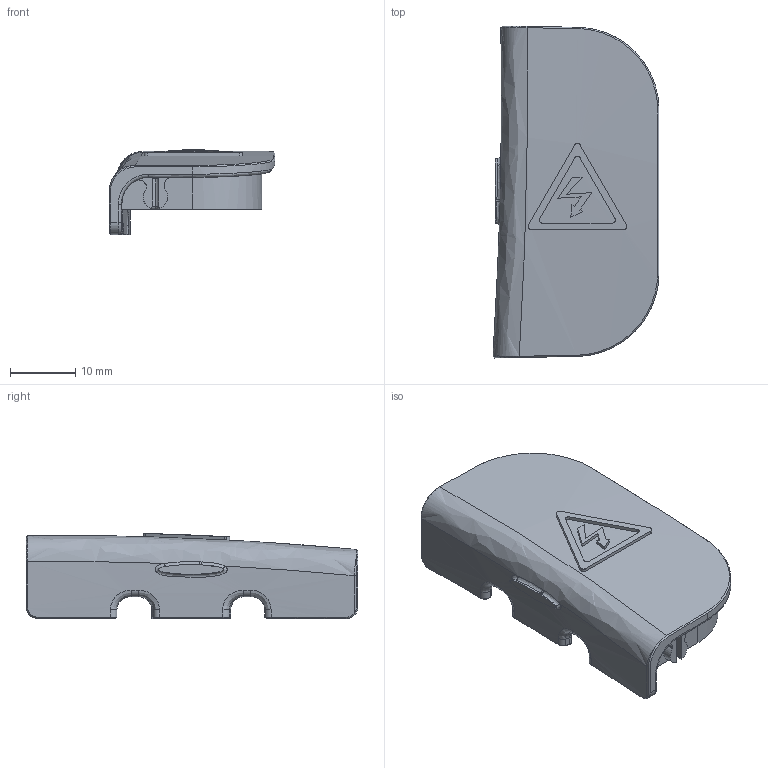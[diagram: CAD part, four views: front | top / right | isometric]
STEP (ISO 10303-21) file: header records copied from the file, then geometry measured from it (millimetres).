
FILE_DESCRIPTION (( 'STEP AP214' ), '1' );
FILE_NAME ('Cover.STEP', '2012-03-16T01:04:13', ( 'Nathan' ), ( '' ), 'SwSTEP 2.0', 'SolidWorks 2011', '' );
FILE_SCHEMA (( 'AUTOMOTIVE_DESIGN' ));
Length unit declared in the file: inch
Products named in the file (1): Cover
Bounding box: 25.48 x 50.95 x 13.09 mm (x, y, z)
Volume: 3370.4 mm3; surface area: 4600.1 mm2
Topology: 1 solids, 1 shells, 196 faces, 516 edges, 325 vertices
Faces by surface type: cylinder 73, plane 60, bspline 43, torus 11, cone 9
Entity records: 9105 total; most frequent: CARTESIAN_POINT 4800, ORIENTED_EDGE 1032, DIRECTION 721, EDGE_CURVE 516, VERTEX_POINT 325, AXIS2_PLACEMENT_3D 274, EDGE_LOOP 199, ADVANCED_FACE 196
